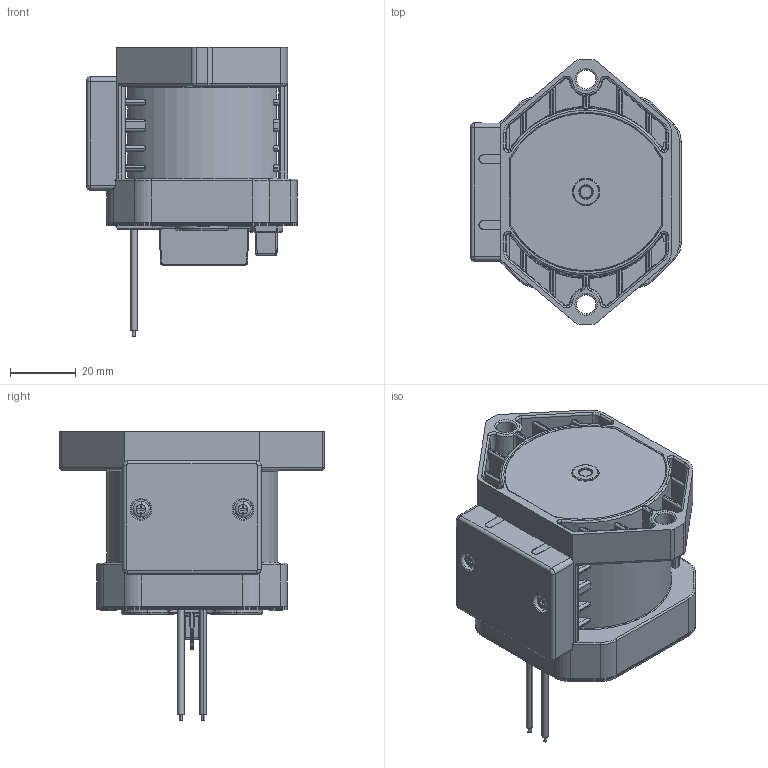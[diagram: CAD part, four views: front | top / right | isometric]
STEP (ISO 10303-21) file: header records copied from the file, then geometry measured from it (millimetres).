
FILE_DESCRIPTION((''),'2;1');
FILE_NAME('4_-EVD300E--0001_ASM','2024-04-13T15:25:27',('Fiona.Li'),(''),'CREO PARAMETRIC BY PTC INC, 2021063','CREO PARAMETRIC BY PTC INC, 2021063','');
FILE_SCHEMA(('CONFIG_CONTROL_DESIGN'));
Length unit declared in the file: millimetre
Products named in the file (2): _4_-EVD300E--0001; 4_-EVD300E--0001_ASM
Assembly tree (1 placements, depth 2):
  4_-EVD300E--0001_ASM
    _4_-EVD300E--0001
Bounding box: 63.9 x 80.5 x 88.08 mm (x, y, z)
Volume: 930.4 mm3; surface area: 40670 mm2
Topology: 1 solids, 81 shells, 987 faces, 3283 edges, 2296 vertices
Faces by surface type: plane 383, cylinder 361, torus 145, cone 54, bspline 22, sphere 12, extrusion 10
Entity records: 37569 total; most frequent: CARTESIAN_POINT 10011, DIRECTION 5674, ORIENTED_EDGE 5165, EDGE_CURVE 3271, VERTEX_POINT 2296, AXIS2_PLACEMENT_3D 1989, VECTOR 1696, LINE 1686
